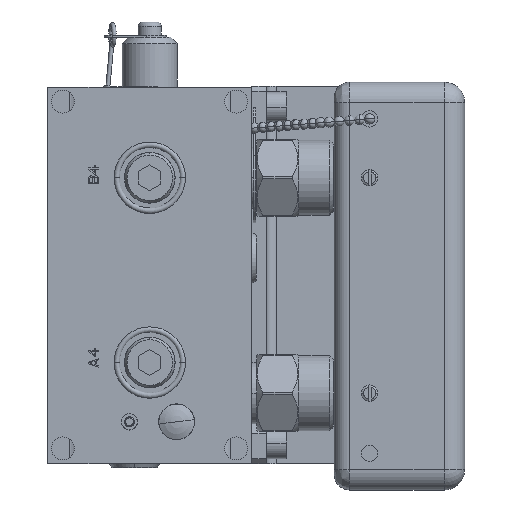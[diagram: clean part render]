
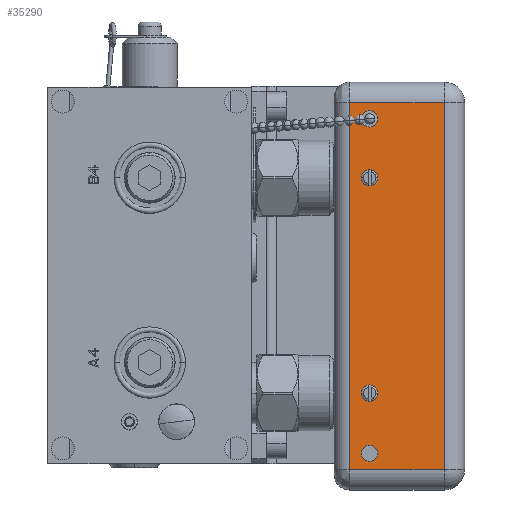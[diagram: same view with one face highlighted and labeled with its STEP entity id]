
A CAD part, front view. The second image highlights one B-rep face of the part: STEP entity #35290.
In plain terms, the highlighted face is planar.
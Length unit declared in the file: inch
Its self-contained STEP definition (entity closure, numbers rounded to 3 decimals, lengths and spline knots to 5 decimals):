
#34492=DIRECTION('',(0.,0.,-1.));
#34493=VECTOR('',#34492,4.5);
#34494=CARTESIAN_POINT('',(0.775,1.413,2.25));
#34495=LINE('',#34494,#34493);
#34496=DIRECTION('',(0.,0.,1.));
#34497=VECTOR('',#34496,4.5);
#34498=CARTESIAN_POINT('',(0.775,0.25,-2.25));
#34499=LINE('',#34498,#34497);
#34500=DIRECTION('',(0.,1.,0.));
#34501=VECTOR('',#34500,1.163);
#34502=CARTESIAN_POINT('',(0.775,0.25,2.25));
#34503=LINE('',#34502,#34501);
#34504=CARTESIAN_POINT('',(0.775,1.165,-1.328));
#34505=DIRECTION('',(1.,0.,0.));
#34506=DIRECTION('',(0.,-1.,0.));
#34507=AXIS2_PLACEMENT_3D('',#34504,#34505,#34506);
#34509=CARTESIAN_POINT('',(0.775,1.165,-1.328));
#34510=DIRECTION('',(1.,0.,0.));
#34511=DIRECTION('',(0.,1.,0.));
#34512=AXIS2_PLACEMENT_3D('',#34509,#34510,#34511);
#34514=CARTESIAN_POINT('',(0.775,1.165,1.312));
#34515=DIRECTION('',(1.,0.,0.));
#34516=DIRECTION('',(0.,-1.,0.));
#34517=AXIS2_PLACEMENT_3D('',#34514,#34515,#34516);
#34519=CARTESIAN_POINT('',(0.775,1.165,1.312));
#34520=DIRECTION('',(1.,0.,0.));
#34521=DIRECTION('',(0.,1.,0.));
#34522=AXIS2_PLACEMENT_3D('',#34519,#34520,#34521);
#34524=CARTESIAN_POINT('',(0.775,1.165,-2.05));
#34525=DIRECTION('',(-1.,0.,0.));
#34526=DIRECTION('',(0.,-1.,0.));
#34527=AXIS2_PLACEMENT_3D('',#34524,#34525,#34526);
#34529=CARTESIAN_POINT('',(0.775,1.165,-2.05));
#34530=DIRECTION('',(-1.,0.,0.));
#34531=DIRECTION('',(0.,1.,0.));
#34532=AXIS2_PLACEMENT_3D('',#34529,#34530,#34531);
#34534=CARTESIAN_POINT('',(0.775,1.165,2.05));
#34535=DIRECTION('',(-1.,0.,0.));
#34536=DIRECTION('',(0.,-1.,0.));
#34537=AXIS2_PLACEMENT_3D('',#34534,#34535,#34536);
#34539=CARTESIAN_POINT('',(0.775,1.165,2.05));
#34540=DIRECTION('',(-1.,0.,0.));
#34541=DIRECTION('',(0.,1.,0.));
#34542=AXIS2_PLACEMENT_3D('',#34539,#34540,#34541);
#34703=DIRECTION('',(0.,1.,0.));
#34704=VECTOR('',#34703,1.163);
#34705=CARTESIAN_POINT('',(0.775,0.25,-2.25));
#34706=LINE('',#34705,#34704);
#34958=CARTESIAN_POINT('',(0.775,0.25,-2.25));
#34960=VERTEX_POINT('',#34958);
#34965=CARTESIAN_POINT('',(0.775,0.25,2.25));
#34966=VERTEX_POINT('',#34965);
#34985=CARTESIAN_POINT('',(0.775,1.413,-2.25));
#34987=VERTEX_POINT('',#34985);
#35011=CARTESIAN_POINT('',(0.775,1.413,2.25));
#35012=VERTEX_POINT('',#35011);
#35013=CARTESIAN_POINT('',(0.775,1.0645,-1.328));
#35014=CARTESIAN_POINT('',(0.775,1.2655,-1.328));
#35015=VERTEX_POINT('',#35013);
#35016=VERTEX_POINT('',#35014);
#35021=CARTESIAN_POINT('',(0.775,1.065,-2.05));
#35022=CARTESIAN_POINT('',(0.775,1.265,-2.05));
#35023=VERTEX_POINT('',#35021);
#35024=VERTEX_POINT('',#35022);
#35029=CARTESIAN_POINT('',(0.775,1.0645,1.312));
#35030=CARTESIAN_POINT('',(0.775,1.2655,1.312));
#35031=VERTEX_POINT('',#35029);
#35032=VERTEX_POINT('',#35030);
#35085=CARTESIAN_POINT('',(0.775,1.065,2.05));
#35086=CARTESIAN_POINT('',(0.775,1.265,2.05));
#35087=VERTEX_POINT('',#35085);
#35088=VERTEX_POINT('',#35086);
#35254=CARTESIAN_POINT('',(0.775,0.,2.25));
#35255=DIRECTION('',(1.,0.,0.));
#35256=DIRECTION('',(0.,0.,-1.));
#35257=AXIS2_PLACEMENT_3D('',#35254,#35255,#35256);
#35258=PLANE('',#35257);
#35260=ORIENTED_EDGE('',*,*,#35259,.T.);
#35262=ORIENTED_EDGE('',*,*,#35261,.F.);
#35263=ORIENTED_EDGE('',*,*,#35117,.T.);
#35264=ORIENTED_EDGE('',*,*,#35144,.T.);
#35265=EDGE_LOOP('',(#35260,#35262,#35263,#35264));
#35266=FACE_OUTER_BOUND('',#35265,.F.);
#35268=ORIENTED_EDGE('',*,*,#35267,.T.);
#35270=ORIENTED_EDGE('',*,*,#35269,.T.);
#35271=EDGE_LOOP('',(#35268,#35270));
#35272=FACE_BOUND('',#35271,.F.);
#35273=ORIENTED_EDGE('',*,*,#35244,.T.);
#35275=ORIENTED_EDGE('',*,*,#35274,.T.);
#35276=EDGE_LOOP('',(#35273,#35275));
#35277=FACE_BOUND('',#35276,.F.);
#35279=ORIENTED_EDGE('',*,*,#35278,.F.);
#35281=ORIENTED_EDGE('',*,*,#35280,.F.);
#35282=EDGE_LOOP('',(#35279,#35281));
#35283=FACE_BOUND('',#35282,.F.);
#35285=ORIENTED_EDGE('',*,*,#35284,.F.);
#35287=ORIENTED_EDGE('',*,*,#35286,.F.);
#35288=EDGE_LOOP('',(#35285,#35287));
#35289=FACE_BOUND('',#35288,.F.);
#34508=CIRCLE('',#34507,0.1005);
#34513=CIRCLE('',#34512,0.1005);
#34518=CIRCLE('',#34517,0.1005);
#34523=CIRCLE('',#34522,0.1005);
#34528=CIRCLE('',#34527,0.1);
#34533=CIRCLE('',#34532,0.1);
#34538=CIRCLE('',#34537,0.1);
#34543=CIRCLE('',#34542,0.1);
#35117=EDGE_CURVE('',#34960,#34966,#34499,.T.);
#35144=EDGE_CURVE('',#34966,#35012,#34503,.T.);
#35244=EDGE_CURVE('',#35031,#35032,#34518,.T.);
#35259=EDGE_CURVE('',#35012,#34987,#34495,.T.);
#35261=EDGE_CURVE('',#34960,#34987,#34706,.T.);
#35267=EDGE_CURVE('',#35015,#35016,#34508,.T.);
#35269=EDGE_CURVE('',#35016,#35015,#34513,.T.);
#35274=EDGE_CURVE('',#35032,#35031,#34523,.T.);
#35278=EDGE_CURVE('',#35023,#35024,#34528,.T.);
#35280=EDGE_CURVE('',#35024,#35023,#34533,.T.);
#35284=EDGE_CURVE('',#35087,#35088,#34538,.T.);
#35286=EDGE_CURVE('',#35088,#35087,#34543,.T.);
#35290=ADVANCED_FACE('',(#35266,#35272,#35277,#35283,#35289),#35258,.T.);
